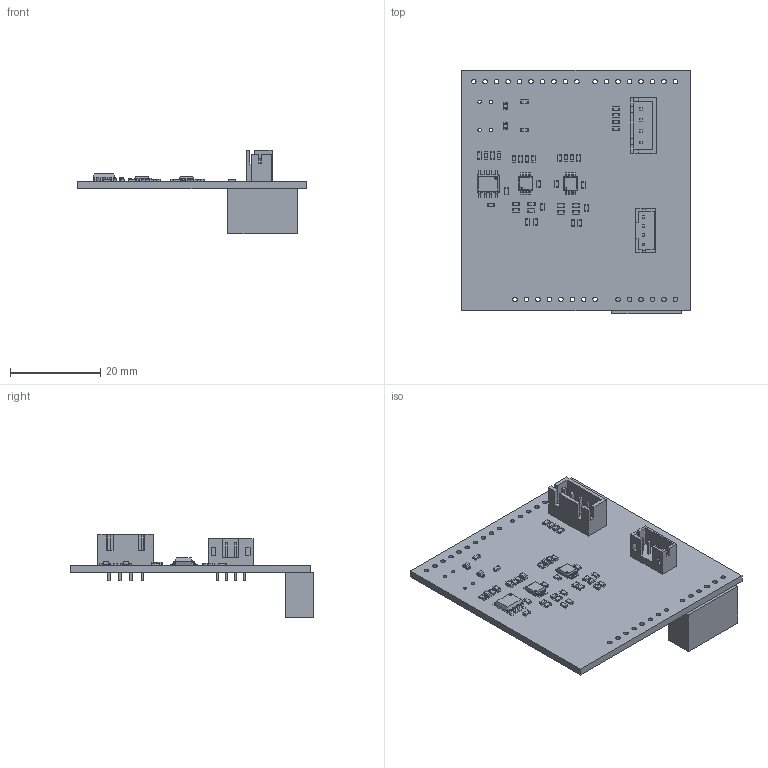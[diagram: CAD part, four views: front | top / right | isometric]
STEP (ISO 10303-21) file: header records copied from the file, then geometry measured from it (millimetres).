
FILE_DESCRIPTION(('Open CASCADE Model'),'2;1');
FILE_NAME('Open CASCADE Shape Model','2020-06-29T16:55:03',('Author'),( 'Open CASCADE'),'Open CASCADE STEP processor 6.8','Open CASCADE 6.8' ,'Unknown');
FILE_SCHEMA(('AUTOMOTIVE_DESIGN { 1 0 10303 214 1 1 1 1 }'));
Length unit declared in the file: millimetre
Products named in the file (67): PCB; BoardJ29; Open CASCADE STEP translator 6.8 1.1.1; C1J29; 0603_capacitor_1mm; User_Library-CAP_0603_CAP_0603_Lead_1; User_Library-CAP_0603_CAP_0603_Body_1; C2J29; 0603_Resistor_LP; User_Library-RES_0603L_RES_0603_Lead_1; User_Library-RES_0603L_RES_0603_Body_1; C3J29; C4J29; C5J29; C6J29; C7J29; C8J29; C9J29; C10J29; C11J29; C12J29; C13J29; C14J29; C15J29; C16J29; HEART_OUTJ29; B4B-XH-A; LED1J29; 0603_LED_LTST-C190TBKT; User_Library-LTST-C190TBKT_Pad; User_Library-LTST-C190TBKT_Pad005; User_Library-LTST-C190TBKT_Pad001; User_Library-LTST-C190TBKT_Pad004; User_Library-LTST-C190TBKT_Pad003; User_Library-LTST-C190TBKT_Lens; LED2J29; HEART_INJ29; B4B-PH-K-S; R1J29; R2J29 ...
Assembly tree (105 placements, depth 4):
  PCB
    BoardJ29
      Open CASCADE STEP translator 6.8 1.1.1
    C1J29
      0603_capacitor_1mm
        User_Library-CAP_0603_CAP_0603_Lead_1  x2
        User_Library-CAP_0603_CAP_0603_Body_1
    C2J29
      0603_Resistor_LP
        User_Library-RES_0603L_RES_0603_Lead_1  x2
        User_Library-RES_0603L_RES_0603_Body_1
    C3J29
      0603_Resistor_LP
        User_Library-RES_0603L_RES_0603_Lead_1  x2
        User_Library-RES_0603L_RES_0603_Body_1
    C4J29
      0603_Resistor_LP
        User_Library-RES_0603L_RES_0603_Lead_1  x2
        User_Library-RES_0603L_RES_0603_Body_1
    C5J29
      0603_capacitor_1mm
        User_Library-CAP_0603_CAP_0603_Lead_1  x2
        User_Library-CAP_0603_CAP_0603_Body_1
    C6J29
      0603_Resistor_LP
        User_Library-RES_0603L_RES_0603_Lead_1  x2
        User_Library-RES_0603L_RES_0603_Body_1
    C7J29
      0603_capacitor_1mm
        User_Library-CAP_0603_CAP_0603_Lead_1  x2
        User_Library-CAP_0603_CAP_0603_Body_1
    C8J29
      0603_Resistor_LP
        User_Library-RES_0603L_RES_0603_Lead_1  x2
        User_Library-RES_0603L_RES_0603_Body_1
    C9J29
      0603_Resistor_LP
        User_Library-RES_0603L_RES_0603_Lead_1  x2
        User_Library-RES_0603L_RES_0603_Body_1
    C10J29
      0603_capacitor_1mm
        User_Library-CAP_0603_CAP_0603_Lead_1  x2
        User_Library-CAP_0603_CAP_0603_Body_1
    C11J29
      0603_Resistor_LP
        User_Library-RES_0603L_RES_0603_Lead_1  x2
        User_Library-RES_0603L_RES_0603_Body_1
    C12J29
      0603_capacitor_1mm
        User_Library-CAP_0603_CAP_0603_Lead_1  x2
        User_Library-CAP_0603_CAP_0603_Body_1
    C13J29
      0603_Resistor_LP
        User_Library-RES_0603L_RES_0603_Lead_1  x2
        User_Library-RES_0603L_RES_0603_Body_1
    C14J29
      0603_Resistor_LP
        User_Library-RES_0603L_RES_0603_Lead_1  x2
        User_Library-RES_0603L_RES_0603_Body_1
    C15J29
Bounding box: 50.77 x 53.97 x 18.6 mm (x, y, z)
Volume: 5762.1 mm3; surface area: 7978.4 mm2
Topology: 134 solids, 134 shells, 1709 faces, 4208 edges, 2792 vertices
Faces by surface type: plane 1547, cylinder 152, cone 10
Full cylindrical faces by diameter (mm): 0.762 x8, 1 x32, 1.067 x4
Entity records: 20937 total; most frequent: CARTESIAN_POINT 2918, DIRECTION 2872, ORIENTED_EDGE 2752, EDGE_CURVE 1376, LINE 1140, VECTOR 1140, VERTEX_POINT 912, AXIS2_PLACEMENT_3D 866
